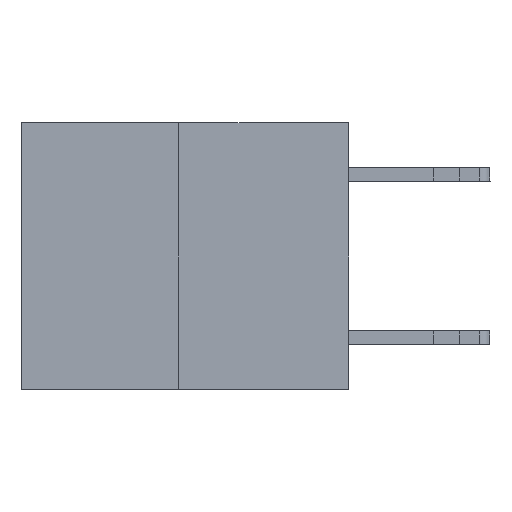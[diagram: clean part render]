
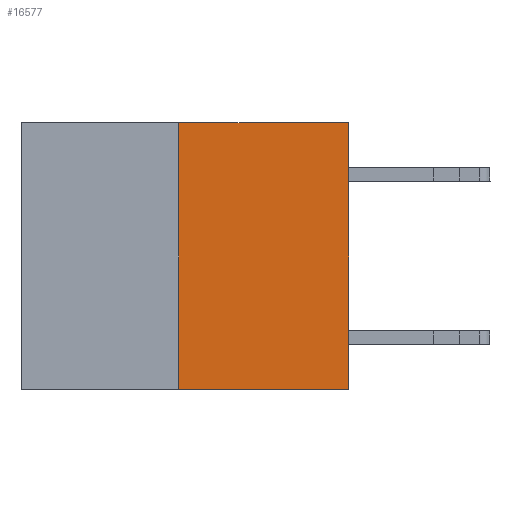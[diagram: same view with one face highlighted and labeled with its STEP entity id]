
A CAD part, left-side view. The second image highlights one B-rep face of the part: STEP entity #16577.
In plain terms, the highlighted planar face has unit normal (-1, 0, 0).
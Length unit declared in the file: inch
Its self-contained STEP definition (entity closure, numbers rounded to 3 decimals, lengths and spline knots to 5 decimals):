
#1513 = ORIENTED_EDGE ( 'NONE', *, *, #23297, .T. ) ;
#2680 = VERTEX_POINT ( 'NONE', #25236 ) ;
#4082 = EDGE_CURVE ( 'NONE', #5367, #5160, #14469, .T. ) ;
#5160 = VERTEX_POINT ( 'NONE', #8425 ) ;
#5367 = VERTEX_POINT ( 'NONE', #6084 ) ;
#6084 = CARTESIAN_POINT ( 'NONE',  ( 0., 0., -0.49 ) ) ;
#6702 = DIRECTION ( 'NONE',  ( 0., 0., 1. ) ) ;
#7520 = VECTOR ( 'NONE', #9650, 39.37008 ) ;
#8017 = CARTESIAN_POINT ( 'NONE',  ( 0., 0.312, -0.49 ) ) ;
#8425 = CARTESIAN_POINT ( 'NONE',  ( 0., 0., 0. ) ) ;
#9650 = DIRECTION ( 'NONE',  ( 0., -1., 0. ) ) ;
#10208 = FACE_OUTER_BOUND ( 'NONE', #18900, .T. ) ;
#10496 = DIRECTION ( 'NONE',  ( 0., 0., 1. ) ) ;
#11820 = ORIENTED_EDGE ( 'NONE', *, *, #23755, .F. ) ;
#13103 = DIRECTION ( 'NONE',  ( 0., -1., 0. ) ) ;
#13707 = DIRECTION ( 'NONE',  ( 0., 0., -1. ) ) ;
#14469 = LINE ( 'NONE', #15286, #21007 ) ;
#15286 = CARTESIAN_POINT ( 'NONE',  ( 0., 0., 0. ) ) ;
#15608 = AXIS2_PLACEMENT_3D ( 'NONE', #28674, #24432, #13707 ) ;
#16577 = ADVANCED_FACE ( 'NONE', ( #10208 ), #27058, .F. ) ;
#17780 = LINE ( 'NONE', #27531, #7520 ) ;
#18265 = VERTEX_POINT ( 'NONE', #22625 ) ;
#18900 = EDGE_LOOP ( 'NONE', ( #28162, #1513, #21890, #11820 ) ) ;
#19698 = CARTESIAN_POINT ( 'NONE',  ( 0., 0.6, 0. ) ) ;
#21007 = VECTOR ( 'NONE', #6702, 39.37008 ) ;
#21743 = VECTOR ( 'NONE', #10496, 39.37008 ) ;
#21876 = EDGE_CURVE ( 'NONE', #18265, #2680, #22821, .T. ) ;
#21890 = ORIENTED_EDGE ( 'NONE', *, *, #4082, .T. ) ;
#22253 = VECTOR ( 'NONE', #13103, 39.37008 ) ;
#22625 = CARTESIAN_POINT ( 'NONE',  ( 0., 0.312, -0.49 ) ) ;
#22821 = LINE ( 'NONE', #8017, #21743 ) ;
#23297 = EDGE_CURVE ( 'NONE', #18265, #5367, #17780, .T. ) ;
#23755 = EDGE_CURVE ( 'NONE', #2680, #5160, #28185, .T. ) ;
#24432 = DIRECTION ( 'NONE',  ( 1., 0., 0. ) ) ;
#25236 = CARTESIAN_POINT ( 'NONE',  ( 0., 0.312, 0. ) ) ;
#27058 = PLANE ( 'NONE',  #15608 ) ;
#27531 = CARTESIAN_POINT ( 'NONE',  ( 0., 0.6, -0.49 ) ) ;
#28162 = ORIENTED_EDGE ( 'NONE', *, *, #21876, .F. ) ;
#28185 = LINE ( 'NONE', #19698, #22253 ) ;
#28674 = CARTESIAN_POINT ( 'NONE',  ( 0., 0.6, 0. ) ) ;
